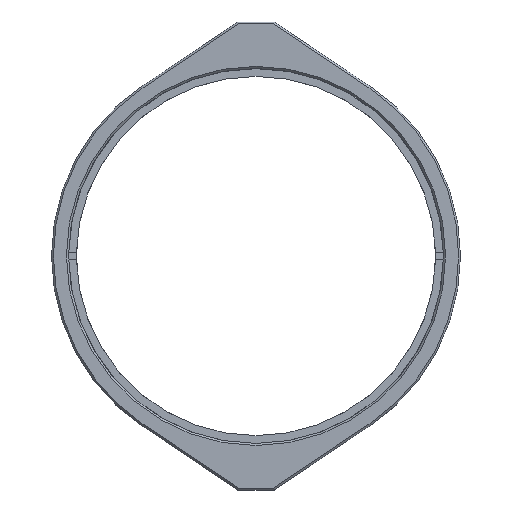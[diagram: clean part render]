
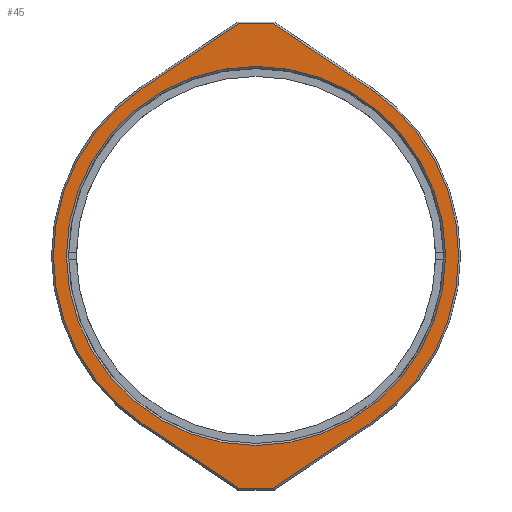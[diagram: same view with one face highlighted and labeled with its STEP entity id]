
A CAD part, top view. The second image highlights one B-rep face of the part: STEP entity #45.
In plain terms, the highlighted planar face has unit normal (0, 0, 1).
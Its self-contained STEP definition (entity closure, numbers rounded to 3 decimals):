
#14 = CARTESIAN_POINT ( 'NONE',  ( -4.848, -63., 20. ) ) ;
#45 = ADVANCED_FACE ( 'NONE', ( #73, #447 ), #1109, .T. ) ;
#69 = VERTEX_POINT ( 'NONE', #122 ) ;
#73 = FACE_BOUND ( 'NONE', #505, .T. ) ;
#103 = DIRECTION ( 'NONE',  ( 0.83, -0.558, 0. ) ) ;
#122 = CARTESIAN_POINT ( 'NONE',  ( 4.848, 63., 20. ) ) ;
#144 = DIRECTION ( 'NONE',  ( 1., 0., 0. ) ) ;
#156 = DIRECTION ( 'NONE',  ( 0., 0., 1. ) ) ;
#173 = VERTEX_POINT ( 'NONE', #1404 ) ;
#204 = CIRCLE ( 'NONE', #323, 51.45 ) ;
#212 = CIRCLE ( 'NONE', #1187, 51.45 ) ;
#238 = LINE ( 'NONE', #391, #1224 ) ;
#239 = DIRECTION ( 'NONE',  ( 0., 0., 1. ) ) ;
#323 = AXIS2_PLACEMENT_3D ( 'NONE', #1383, #1703, #1873 ) ;
#344 = CARTESIAN_POINT ( 'NONE',  ( 5., -63., 20. ) ) ;
#345 = CARTESIAN_POINT ( 'NONE',  ( 30.668, 45.656, 20. ) ) ;
#391 = CARTESIAN_POINT ( 'NONE',  ( -5., 63., 20. ) ) ;
#399 = ORIENTED_EDGE ( 'NONE', *, *, #1422, .T. ) ;
#411 = DIRECTION ( 'NONE',  ( -0.83, -0.558, 0. ) ) ;
#421 = EDGE_CURVE ( 'NONE', #1528, #69, #1269, .T. ) ;
#431 = EDGE_CURVE ( 'NONE', #1643, #1375, #1880, .T. ) ;
#447 = FACE_OUTER_BOUND ( 'NONE', #1909, .T. ) ;
#458 = DIRECTION ( 'NONE',  ( 0.83, 0.558, 0. ) ) ;
#480 = ORIENTED_EDGE ( 'NONE', *, *, #542, .T. ) ;
#486 = ORIENTED_EDGE ( 'NONE', *, *, #756, .T. ) ;
#505 = EDGE_LOOP ( 'NONE', ( #982, #486 ) ) ;
#525 = VERTEX_POINT ( 'NONE', #841 ) ;
#532 = VERTEX_POINT ( 'NONE', #1749 ) ;
#542 = EDGE_CURVE ( 'NONE', #173, #1528, #1292, .T. ) ;
#597 = CARTESIAN_POINT ( 'NONE',  ( -30.668, 45.656, 20. ) ) ;
#633 = VERTEX_POINT ( 'NONE', #870 ) ;
#648 = DIRECTION ( 'NONE',  ( 1., 0., 0. ) ) ;
#650 = CARTESIAN_POINT ( 'NONE',  ( 0., 0., 20. ) ) ;
#672 = EDGE_CURVE ( 'NONE', #69, #1883, #238, .T. ) ;
#738 = CARTESIAN_POINT ( 'NONE',  ( 0., 0., 20. ) ) ;
#750 = VECTOR ( 'NONE', #458, 1000. ) ;
#756 = EDGE_CURVE ( 'NONE', #807, #532, #212, .T. ) ;
#807 = VERTEX_POINT ( 'NONE', #1757 ) ;
#821 = EDGE_CURVE ( 'NONE', #1375, #633, #1178, .T. ) ;
#841 = CARTESIAN_POINT ( 'NONE',  ( -30.668, 45.656, 20. ) ) ;
#862 = VECTOR ( 'NONE', #1821, 1000. ) ;
#870 = CARTESIAN_POINT ( 'NONE',  ( 4.848, -63., 20. ) ) ;
#889 = DIRECTION ( 'NONE',  ( 1., 0., 0. ) ) ;
#938 = CARTESIAN_POINT ( 'NONE',  ( 30.668, -45.656, 20. ) ) ;
#945 = CARTESIAN_POINT ( 'NONE',  ( 0., 0., 20. ) ) ;
#950 = DIRECTION ( 'NONE',  ( 0., 0., 1. ) ) ;
#959 = AXIS2_PLACEMENT_3D ( 'NONE', #650, #156, #1279 ) ;
#982 = ORIENTED_EDGE ( 'NONE', *, *, #1129, .T. ) ;
#1019 = ORIENTED_EDGE ( 'NONE', *, *, #672, .T. ) ;
#1026 = VERTEX_POINT ( 'NONE', #1661 ) ;
#1053 = ORIENTED_EDGE ( 'NONE', *, *, #821, .T. ) ;
#1055 = CARTESIAN_POINT ( 'NONE',  ( -4.721, -63.085, 20. ) ) ;
#1097 = ORIENTED_EDGE ( 'NONE', *, *, #1731, .T. ) ;
#1109 = PLANE ( 'NONE',  #959 ) ;
#1113 = ORIENTED_EDGE ( 'NONE', *, *, #431, .T. ) ;
#1114 = DIRECTION ( 'NONE',  ( 0., 0., 1. ) ) ;
#1129 = EDGE_CURVE ( 'NONE', #532, #807, #204, .T. ) ;
#1133 = DIRECTION ( 'NONE',  ( 1., 0., 0. ) ) ;
#1145 = CIRCLE ( 'NONE', #1314, 55. ) ;
#1174 = CARTESIAN_POINT ( 'NONE',  ( 4.721, 63.085, 20. ) ) ;
#1178 = LINE ( 'NONE', #344, #1698 ) ;
#1187 = AXIS2_PLACEMENT_3D ( 'NONE', #738, #1837, #889 ) ;
#1224 = VECTOR ( 'NONE', #1310, 1000. ) ;
#1269 = LINE ( 'NONE', #1174, #862 ) ;
#1279 = DIRECTION ( 'NONE',  ( 1., 0., 0. ) ) ;
#1292 = CIRCLE ( 'NONE', #1542, 55. ) ;
#1310 = DIRECTION ( 'NONE',  ( -1., 0., 0. ) ) ;
#1314 = AXIS2_PLACEMENT_3D ( 'NONE', #1905, #1114, #648 ) ;
#1375 = VERTEX_POINT ( 'NONE', #14 ) ;
#1383 = CARTESIAN_POINT ( 'NONE',  ( 0., 0., 20. ) ) ;
#1404 = CARTESIAN_POINT ( 'NONE',  ( 30.668, -45.656, 20. ) ) ;
#1422 = EDGE_CURVE ( 'NONE', #525, #1026, #1145, .T. ) ;
#1438 = VECTOR ( 'NONE', #103, 1000. ) ;
#1464 = VECTOR ( 'NONE', #411, 1000. ) ;
#1528 = VERTEX_POINT ( 'NONE', #345 ) ;
#1542 = AXIS2_PLACEMENT_3D ( 'NONE', #945, #950, #144 ) ;
#1547 = EDGE_CURVE ( 'NONE', #1026, #1643, #1820, .T. ) ;
#1643 = VERTEX_POINT ( 'NONE', #1812 ) ;
#1661 = CARTESIAN_POINT ( 'NONE',  ( -55., 0., 20. ) ) ;
#1698 = VECTOR ( 'NONE', #1133, 1000. ) ;
#1701 = CARTESIAN_POINT ( 'NONE',  ( -4.848, 63., 20. ) ) ;
#1703 = DIRECTION ( 'NONE',  ( 0., 0., -1. ) ) ;
#1731 = EDGE_CURVE ( 'NONE', #1883, #525, #1939, .T. ) ;
#1742 = AXIS2_PLACEMENT_3D ( 'NONE', #1806, #239, #1988 ) ;
#1749 = CARTESIAN_POINT ( 'NONE',  ( 51.45, 0., 20. ) ) ;
#1755 = ORIENTED_EDGE ( 'NONE', *, *, #1547, .T. ) ;
#1757 = CARTESIAN_POINT ( 'NONE',  ( -51.45, 0., 20. ) ) ;
#1806 = CARTESIAN_POINT ( 'NONE',  ( 0., 0., 20. ) ) ;
#1812 = CARTESIAN_POINT ( 'NONE',  ( -30.668, -45.656, 20. ) ) ;
#1815 = EDGE_CURVE ( 'NONE', #633, #173, #1858, .T. ) ;
#1820 = CIRCLE ( 'NONE', #1742, 55. ) ;
#1821 = DIRECTION ( 'NONE',  ( -0.83, 0.558, 0. ) ) ;
#1837 = DIRECTION ( 'NONE',  ( 0., 0., -1. ) ) ;
#1858 = LINE ( 'NONE', #938, #750 ) ;
#1873 = DIRECTION ( 'NONE',  ( 1., 0., 0. ) ) ;
#1880 = LINE ( 'NONE', #1055, #1438 ) ;
#1883 = VERTEX_POINT ( 'NONE', #1701 ) ;
#1905 = CARTESIAN_POINT ( 'NONE',  ( 0., 0., 20. ) ) ;
#1909 = EDGE_LOOP ( 'NONE', ( #1930, #1019, #1097, #399, #1755, #1113, #1053, #2018, #480 ) ) ;
#1930 = ORIENTED_EDGE ( 'NONE', *, *, #421, .T. ) ;
#1939 = LINE ( 'NONE', #597, #1464 ) ;
#1988 = DIRECTION ( 'NONE',  ( 1., 0., 0. ) ) ;
#2018 = ORIENTED_EDGE ( 'NONE', *, *, #1815, .T. ) ;
